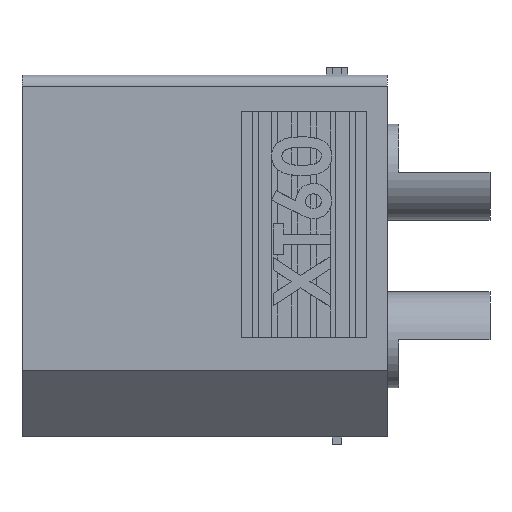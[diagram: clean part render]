
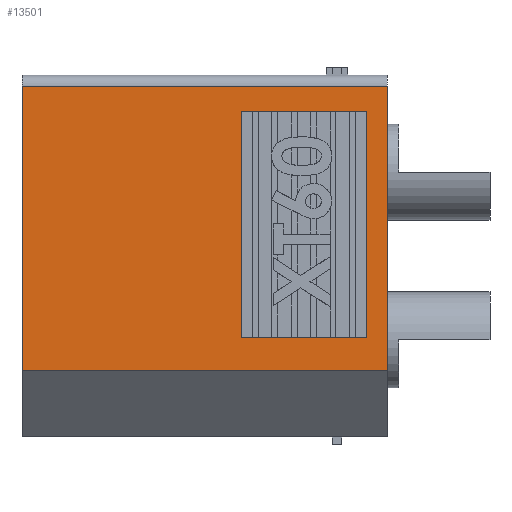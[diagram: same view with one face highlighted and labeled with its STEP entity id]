
A CAD part, front view. The second image highlights one B-rep face of the part: STEP entity #13501.
In plain terms, the highlighted planar face has unit normal (0, -1, 0).
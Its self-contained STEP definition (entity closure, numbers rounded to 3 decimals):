
#17 = FACE_BOUND ( 'NONE', #11898, .T. ) ;
#124 = LINE ( 'NONE', #5557, #13763 ) ;
#863 = CARTESIAN_POINT ( 'NONE',  ( 8., -3.75, -6.475 ) ) ;
#888 = CARTESIAN_POINT ( 'NONE',  ( -8., -3.75, -6.475 ) ) ;
#1193 = CARTESIAN_POINT ( 'NONE',  ( 1.6, -3.75, -5.025 ) ) ;
#1229 = CARTESIAN_POINT ( 'NONE',  ( 8., -3.75, 5.975 ) ) ;
#1407 = EDGE_CURVE ( 'NONE', #14720, #12906, #4718, .T. ) ;
#1784 = EDGE_CURVE ( 'NONE', #11870, #14985, #14258, .T. ) ;
#2204 = EDGE_CURVE ( 'NONE', #4112, #10163, #5264, .T. ) ;
#3404 = LINE ( 'NONE', #3736, #10890 ) ;
#3437 = CARTESIAN_POINT ( 'NONE',  ( 7.1, -3.75, -5.025 ) ) ;
#3736 = CARTESIAN_POINT ( 'NONE',  ( 8., -3.75, -6.475 ) ) ;
#3755 = DIRECTION ( 'NONE',  ( 0., 0., -1. ) ) ;
#3938 = CARTESIAN_POINT ( 'NONE',  ( -8., -3.75, 5.975 ) ) ;
#4112 = VERTEX_POINT ( 'NONE', #12399 ) ;
#4343 = CARTESIAN_POINT ( 'NONE',  ( 1.6, -3.75, -5.025 ) ) ;
#4718 = LINE ( 'NONE', #1193, #6393 ) ;
#5264 = LINE ( 'NONE', #9871, #6918 ) ;
#5557 = CARTESIAN_POINT ( 'NONE',  ( 8., -3.75, 5.975 ) ) ;
#5983 = DIRECTION ( 'NONE',  ( 0., 0., -1. ) ) ;
#6095 = CARTESIAN_POINT ( 'NONE',  ( 8., -3.75, -6.475 ) ) ;
#6127 = DIRECTION ( 'NONE',  ( -1., 0., 0. ) ) ;
#6227 = AXIS2_PLACEMENT_3D ( 'NONE', #863, #9098, #11627 ) ;
#6353 = ORIENTED_EDGE ( 'NONE', *, *, #15285, .T. ) ;
#6393 = VECTOR ( 'NONE', #9228, 1000. ) ;
#6527 = CARTESIAN_POINT ( 'NONE',  ( -8., -3.75, -6.475 ) ) ;
#6531 = ORIENTED_EDGE ( 'NONE', *, *, #7052, .T. ) ;
#6918 = VECTOR ( 'NONE', #11145, 1000. ) ;
#7052 = EDGE_CURVE ( 'NONE', #10893, #8950, #14167, .T. ) ;
#7121 = CARTESIAN_POINT ( 'NONE',  ( 7.1, -3.75, 4.875 ) ) ;
#7242 = ORIENTED_EDGE ( 'NONE', *, *, #1784, .F. ) ;
#7398 = LINE ( 'NONE', #8314, #15471 ) ;
#8314 = CARTESIAN_POINT ( 'NONE',  ( 7.1, -3.75, -5.025 ) ) ;
#8481 = EDGE_CURVE ( 'NONE', #11870, #10893, #124, .T. ) ;
#8487 = ORIENTED_EDGE ( 'NONE', *, *, #8481, .T. ) ;
#8752 = EDGE_CURVE ( 'NONE', #12906, #4112, #12428, .T. ) ;
#8950 = VERTEX_POINT ( 'NONE', #6527 ) ;
#9098 = DIRECTION ( 'NONE',  ( 0., 1., 0. ) ) ;
#9201 = DIRECTION ( 'NONE',  ( 0., 0., -1. ) ) ;
#9221 = VECTOR ( 'NONE', #10726, 1000. ) ;
#9228 = DIRECTION ( 'NONE',  ( -1., 0., 0. ) ) ;
#9395 = ORIENTED_EDGE ( 'NONE', *, *, #10254, .F. ) ;
#9456 = ORIENTED_EDGE ( 'NONE', *, *, #1407, .T. ) ;
#9504 = FACE_OUTER_BOUND ( 'NONE', #13716, .T. ) ;
#9649 = VECTOR ( 'NONE', #9201, 1000. ) ;
#9871 = CARTESIAN_POINT ( 'NONE',  ( 1.6, -3.75, 4.875 ) ) ;
#9988 = ORIENTED_EDGE ( 'NONE', *, *, #8752, .T. ) ;
#10163 = VERTEX_POINT ( 'NONE', #7121 ) ;
#10254 = EDGE_CURVE ( 'NONE', #14985, #8950, #3404, .T. ) ;
#10312 = DIRECTION ( 'NONE',  ( -1., 0., 0. ) ) ;
#10726 = DIRECTION ( 'NONE',  ( 0., 0., 1. ) ) ;
#10886 = CARTESIAN_POINT ( 'NONE',  ( 1.6, -3.75, -5.025 ) ) ;
#10890 = VECTOR ( 'NONE', #6127, 1000. ) ;
#10893 = VERTEX_POINT ( 'NONE', #3938 ) ;
#11145 = DIRECTION ( 'NONE',  ( 1., 0., 0. ) ) ;
#11627 = DIRECTION ( 'NONE',  ( 0., 0., 1. ) ) ;
#11870 = VERTEX_POINT ( 'NONE', #1229 ) ;
#11898 = EDGE_LOOP ( 'NONE', ( #9988, #14000, #6353, #9456 ) ) ;
#12198 = VECTOR ( 'NONE', #3755, 1000. ) ;
#12399 = CARTESIAN_POINT ( 'NONE',  ( 1.6, -3.75, 4.875 ) ) ;
#12428 = LINE ( 'NONE', #10886, #9221 ) ;
#12906 = VERTEX_POINT ( 'NONE', #4343 ) ;
#13501 = ADVANCED_FACE ( 'NONE', ( #9504, #17 ), #13991, .F. ) ;
#13654 = CARTESIAN_POINT ( 'NONE',  ( 8., -3.75, -6.475 ) ) ;
#13716 = EDGE_LOOP ( 'NONE', ( #7242, #8487, #6531, #9395 ) ) ;
#13763 = VECTOR ( 'NONE', #10312, 1000. ) ;
#13991 = PLANE ( 'NONE',  #6227 ) ;
#14000 = ORIENTED_EDGE ( 'NONE', *, *, #2204, .T. ) ;
#14167 = LINE ( 'NONE', #888, #9649 ) ;
#14258 = LINE ( 'NONE', #6095, #12198 ) ;
#14720 = VERTEX_POINT ( 'NONE', #3437 ) ;
#14985 = VERTEX_POINT ( 'NONE', #13654 ) ;
#15285 = EDGE_CURVE ( 'NONE', #10163, #14720, #7398, .T. ) ;
#15471 = VECTOR ( 'NONE', #5983, 1000. ) ;
